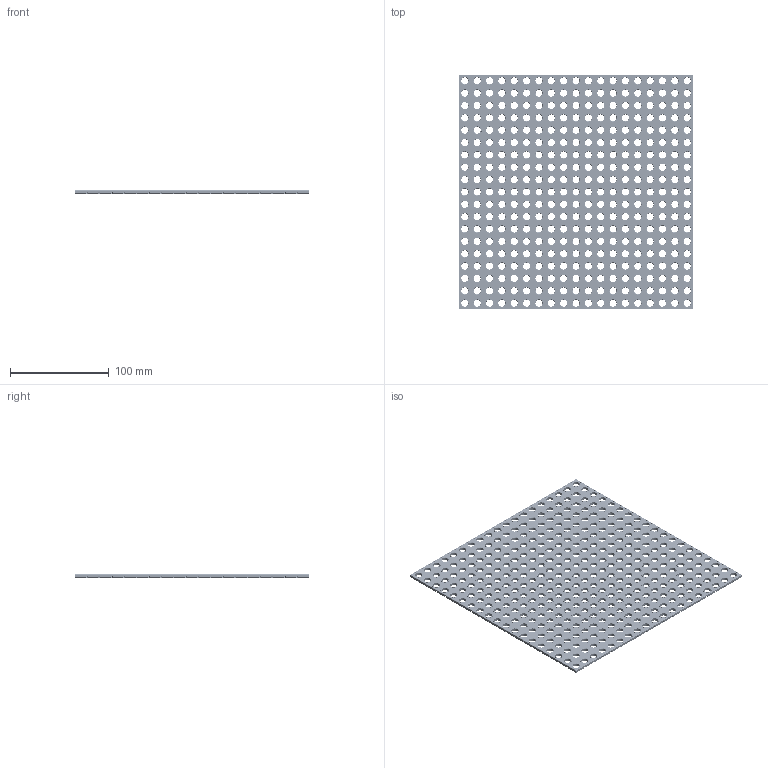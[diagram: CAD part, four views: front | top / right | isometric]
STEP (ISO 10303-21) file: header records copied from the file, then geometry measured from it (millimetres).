
FILE_DESCRIPTION(('FreeCAD Model'),'2;1');
FILE_NAME('Open CASCADE Shape Model','2024-02-25T16:59:23',(''),(''), 'Open CASCADE STEP processor 7.6','FreeCAD','Unknown');
FILE_SCHEMA(('AUTOMOTIVE_DESIGN { 1 0 10303 214 1 1 1 1 }'));
Products named in the file (1): Plate SQR CRNS BU19x00.25 - SPN-PLT-0078 (stemfie.org)
Bounding box: 237.5 x 237.5 x 3.12 mm (x, y, z)
Volume: 123464.2 mm3; surface area: 114286 mm2
Topology: 1 solids, 1 shells, 3494 faces, 8561 edges, 5464 vertices
Faces by surface type: plane 1400, cylinder 1226, cone 722, extrusion 146
Full cylindrical faces by diameter (mm): 7 x361, 9.2 x361
Entity records: 218428 total; most frequent: CARTESIAN_POINT 42226, DIRECTION 33715, VECTOR 18939, LINE 18793, ORIENTED_EDGE 17122, PCURVE 17122, DEFINITIONAL_REPRESENTATION 17122, EDGE_CURVE 8561
